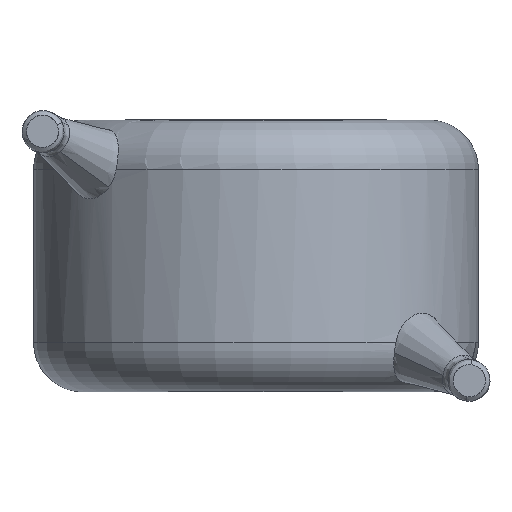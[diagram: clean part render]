
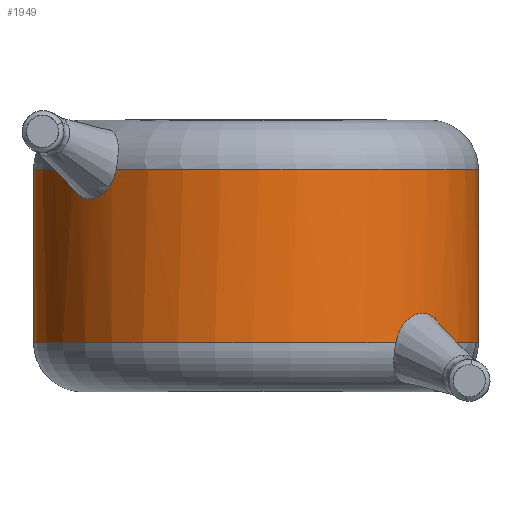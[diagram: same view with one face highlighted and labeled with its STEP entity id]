
A CAD part, front view. The second image highlights one B-rep face of the part: STEP entity #1949.
In plain terms, the highlighted cylindrical face has radius 4.5 mm (diameter 9 mm), a partial arc.
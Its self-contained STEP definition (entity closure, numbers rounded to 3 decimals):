
#52 = VERTEX_POINT ( 'NONE', #1056 ) ;
#61 = DIRECTION ( 'NONE',  ( 0., 0., -1. ) ) ;
#70 = CIRCLE ( 'NONE', #1545, 4.5 ) ;
#112 = CARTESIAN_POINT ( 'NONE',  ( -2.904, -3.439, 4.246 ) ) ;
#169 = CARTESIAN_POINT ( 'NONE',  ( -2.974, -3.377, 4.147 ) ) ;
#184 = AXIS2_PLACEMENT_3D ( 'NONE', #1972, #3937, #4277 ) ;
#198 = EDGE_CURVE ( 'NONE', #1494, #1626, #3668, .T. ) ;
#217 = CARTESIAN_POINT ( 'NONE',  ( 3.126, -3.24, 1.529 ) ) ;
#329 = DIRECTION ( 'NONE',  ( 0., 0., -1. ) ) ;
#386 = DIRECTION ( 'NONE',  ( 0., 0., 1. ) ) ;
#396 = CARTESIAN_POINT ( 'NONE',  ( -2.974, -3.377, 4.147 ) ) ;
#458 = VERTEX_POINT ( 'NONE', #1341 ) ;
#471 = B_SPLINE_CURVE_WITH_KNOTS ( 'NONE', 3,
 ( #396, #112, #2725, #3346 ),
 .UNSPECIFIED., .F., .F.,
 ( 4, 4 ),
 ( 0.002, 0.002 ),
 .UNSPECIFIED. ) ;
#484 = LINE ( 'NONE', #1666, #2843 ) ;
#523 = EDGE_CURVE ( 'NONE', #52, #2084, #3860, .T. ) ;
#579 = AXIS2_PLACEMENT_3D ( 'NONE', #2352, #386, #1388 ) ;
#580 = CARTESIAN_POINT ( 'NONE',  ( 3.245, -3.123, 1.591 ) ) ;
#800 = CIRCLE ( 'NONE', #1194, 4.5 ) ;
#809 = VERTEX_POINT ( 'NONE', #1871 ) ;
#967 = EDGE_CURVE ( 'NONE', #809, #4221, #484, .T. ) ;
#1056 = CARTESIAN_POINT ( 'NONE',  ( 3.781, -2.439, 1. ) ) ;
#1078 = ORIENTED_EDGE ( 'NONE', *, *, #1851, .T. ) ;
#1121 = DIRECTION ( 'NONE',  ( 0., 0., -1. ) ) ;
#1191 = CARTESIAN_POINT ( 'NONE',  ( 3.576, -2.735, 1.546 ) ) ;
#1194 = AXIS2_PLACEMENT_3D ( 'NONE', #2805, #1121, #3410 ) ;
#1201 = EDGE_CURVE ( 'NONE', #1494, #809, #800, .T. ) ;
#1214 = EDGE_LOOP ( 'NONE', ( #3747, #1078, #1891, #2865, #2410, #3955, #2001, #1805, #1491 ) ) ;
#1219 = CARTESIAN_POINT ( 'NONE',  ( 3.781, -2.439, 1. ) ) ;
#1243 = CARTESIAN_POINT ( 'NONE',  ( 2.937, -3.41, 1.304 ) ) ;
#1285 = EDGE_CURVE ( 'NONE', #3520, #52, #1885, .T. ) ;
#1341 = CARTESIAN_POINT ( 'NONE',  ( 4.5, 0., 4.5 ) ) ;
#1388 = DIRECTION ( 'NONE',  ( 1., 0., 0. ) ) ;
#1432 = CARTESIAN_POINT ( 'NONE',  ( -3.781, -2.439, 4.5 ) ) ;
#1476 = CARTESIAN_POINT ( 'NONE',  ( -3.311, -3.05, 3.898 ) ) ;
#1491 = ORIENTED_EDGE ( 'NONE', *, *, #523, .T. ) ;
#1494 = VERTEX_POINT ( 'NONE', #4253 ) ;
#1545 = AXIS2_PLACEMENT_3D ( 'NONE', #3720, #3739, #2125 ) ;
#1559 = CARTESIAN_POINT ( 'NONE',  ( 2.869, -3.467, 1.16 ) ) ;
#1579 = CARTESIAN_POINT ( 'NONE',  ( 3.777, -2.446, 1.085 ) ) ;
#1591 = VERTEX_POINT ( 'NONE', #1675 ) ;
#1626 = VERTEX_POINT ( 'NONE', #4004 ) ;
#1656 = CARTESIAN_POINT ( 'NONE',  ( 4.5, 0., 5.5 ) ) ;
#1666 = CARTESIAN_POINT ( 'NONE',  ( -4.5, 0., 5.5 ) ) ;
#1675 = CARTESIAN_POINT ( 'NONE',  ( -2.828, -3.5, 4.5 ) ) ;
#1758 = CARTESIAN_POINT ( 'NONE',  ( -3.775, -2.45, 4.364 ) ) ;
#1791 = FACE_OUTER_BOUND ( 'NONE', #1214, .T. ) ;
#1803 = CARTESIAN_POINT ( 'NONE',  ( -3.131, -3.235, 3.975 ) ) ;
#1805 = ORIENTED_EDGE ( 'NONE', *, *, #1285, .T. ) ;
#1851 = EDGE_CURVE ( 'NONE', #458, #1591, #3119, .T. ) ;
#1871 = CARTESIAN_POINT ( 'NONE',  ( -4.5, 0., 4.5 ) ) ;
#1884 = CARTESIAN_POINT ( 'NONE',  ( 3.721, -2.531, 1.318 ) ) ;
#1885 = B_SPLINE_CURVE_WITH_KNOTS ( 'NONE', 3,
 ( #4175, #2486, #1559, #1243, #2191, #217, #580, #1913, #1191, #2166, #1884, #3546, #1579, #1219 ),
 .UNSPECIFIED., .F., .F.,
 ( 4, 2, 2, 2, 2, 2, 4 ),
 ( 0., 0., 0.001, 0.001, 0.002, 0.002, 0.002 ),
 .UNSPECIFIED. ) ;
#1891 = ORIENTED_EDGE ( 'NONE', *, *, #3385, .F. ) ;
#1892 = AXIS2_PLACEMENT_3D ( 'NONE', #3652, #2798, #3789 ) ;
#1899 = VECTOR ( 'NONE', #329, 1000. ) ;
#1913 = CARTESIAN_POINT ( 'NONE',  ( 3.47, -2.871, 1.6 ) ) ;
#1949 = ADVANCED_FACE ( 'NONE', ( #1791 ), #3764, .T. ) ;
#1972 = CARTESIAN_POINT ( 'NONE',  ( 0., 0., 4.5 ) ) ;
#1979 = EDGE_CURVE ( 'NONE', #458, #2084, #2758, .T. ) ;
#2001 = ORIENTED_EDGE ( 'NONE', *, *, #3786, .T. ) ;
#2084 = VERTEX_POINT ( 'NONE', #3083 ) ;
#2097 = CARTESIAN_POINT ( 'NONE',  ( -3.044, -3.316, 4.048 ) ) ;
#2111 = CARTESIAN_POINT ( 'NONE',  ( -3.405, -2.945, 3.894 ) ) ;
#2125 = DIRECTION ( 'NONE',  ( 1., 0., 0. ) ) ;
#2127 = CARTESIAN_POINT ( 'NONE',  ( -3.746, -2.495, 4.235 ) ) ;
#2166 = CARTESIAN_POINT ( 'NONE',  ( 3.69, -2.576, 1.385 ) ) ;
#2191 = CARTESIAN_POINT ( 'NONE',  ( 2.98, -3.372, 1.368 ) ) ;
#2352 = CARTESIAN_POINT ( 'NONE',  ( 0., 0., 1. ) ) ;
#2410 = ORIENTED_EDGE ( 'NONE', *, *, #1201, .T. ) ;
#2437 = CARTESIAN_POINT ( 'NONE',  ( -3.571, -2.741, 3.96 ) ) ;
#2486 = CARTESIAN_POINT ( 'NONE',  ( 2.844, -3.488, 1.083 ) ) ;
#2680 = CARTESIAN_POINT ( 'NONE',  ( 2.828, -3.5, 1. ) ) ;
#2725 = CARTESIAN_POINT ( 'NONE',  ( -2.853, -3.48, 4.367 ) ) ;
#2758 = LINE ( 'NONE', #1656, #1899 ) ;
#2798 = DIRECTION ( 'NONE',  ( 0., 0., -1. ) ) ;
#2805 = CARTESIAN_POINT ( 'NONE',  ( 0., 0., 4.5 ) ) ;
#2831 = CARTESIAN_POINT ( 'NONE',  ( -4.5, 0., 1. ) ) ;
#2843 = VECTOR ( 'NONE', #61, 1000. ) ;
#2865 = ORIENTED_EDGE ( 'NONE', *, *, #198, .F. ) ;
#3083 = CARTESIAN_POINT ( 'NONE',  ( 4.5, 0., 1. ) ) ;
#3119 = CIRCLE ( 'NONE', #184, 4.5 ) ;
#3346 = CARTESIAN_POINT ( 'NONE',  ( -2.828, -3.5, 4.5 ) ) ;
#3385 = EDGE_CURVE ( 'NONE', #1626, #1591, #471, .T. ) ;
#3410 = DIRECTION ( 'NONE',  ( 1., 0., 0. ) ) ;
#3435 = CARTESIAN_POINT ( 'NONE',  ( -3.643, -2.643, 4.031 ) ) ;
#3520 = VERTEX_POINT ( 'NONE', #2680 ) ;
#3546 = CARTESIAN_POINT ( 'NONE',  ( 3.765, -2.466, 1.167 ) ) ;
#3652 = CARTESIAN_POINT ( 'NONE',  ( 0., 0., 5.5 ) ) ;
#3668 = B_SPLINE_CURVE_WITH_KNOTS ( 'NONE', 3,
 ( #1432, #1758, #2127, #3435, #2437, #2111, #1476, #1803, #2097, #169 ),
 .UNSPECIFIED., .F., .F.,
 ( 4, 2, 2, 2, 4 ),
 ( 0., 0., 0.001, 0.001, 0.002 ),
 .UNSPECIFIED. ) ;
#3720 = CARTESIAN_POINT ( 'NONE',  ( 0., 0., 1. ) ) ;
#3739 = DIRECTION ( 'NONE',  ( 0., 0., 1. ) ) ;
#3747 = ORIENTED_EDGE ( 'NONE', *, *, #1979, .F. ) ;
#3764 = CYLINDRICAL_SURFACE ( 'NONE', #1892, 4.5 ) ;
#3786 = EDGE_CURVE ( 'NONE', #4221, #3520, #70, .T. ) ;
#3789 = DIRECTION ( 'NONE',  ( -1., 0., 0. ) ) ;
#3860 = CIRCLE ( 'NONE', #579, 4.5 ) ;
#3937 = DIRECTION ( 'NONE',  ( 0., 0., -1. ) ) ;
#3955 = ORIENTED_EDGE ( 'NONE', *, *, #967, .T. ) ;
#4004 = CARTESIAN_POINT ( 'NONE',  ( -2.974, -3.377, 4.147 ) ) ;
#4175 = CARTESIAN_POINT ( 'NONE',  ( 2.828, -3.5, 1. ) ) ;
#4221 = VERTEX_POINT ( 'NONE', #2831 ) ;
#4253 = CARTESIAN_POINT ( 'NONE',  ( -3.781, -2.439, 4.5 ) ) ;
#4277 = DIRECTION ( 'NONE',  ( 1., 0., 0. ) ) ;
